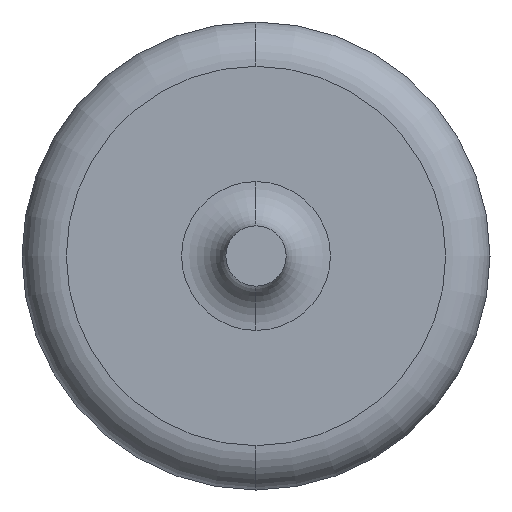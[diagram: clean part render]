
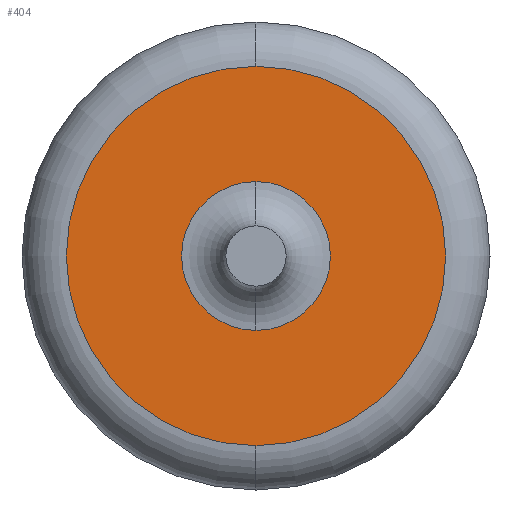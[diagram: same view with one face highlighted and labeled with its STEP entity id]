
A CAD part, left-side view. The second image highlights one B-rep face of the part: STEP entity #404.
In plain terms, the highlighted planar face has unit normal (-1, 0, 0).
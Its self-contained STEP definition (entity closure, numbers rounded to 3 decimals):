
#9 = AXIS2_PLACEMENT_3D ( 'NONE', #87, #88, #89 ) ;
#15 = CARTESIAN_POINT ( 'NONE',  ( -15.495, 0., -1.26 ) ) ;
#37 = EDGE_CURVE ( 'NONE', #752, #753, #391, .T. ) ;
#54 = EDGE_LOOP ( 'NONE', ( #275, #421 ) ) ;
#73 = EDGE_CURVE ( 'NONE', #119, #120, #535, .T. ) ;
#80 = EDGE_CURVE ( 'NONE', #120, #119, #545, .T. ) ;
#81 = EDGE_CURVE ( 'NONE', #753, #752, #546, .T. ) ;
#87 = CARTESIAN_POINT ( 'NONE',  ( -15.495, 3.21, 0. ) ) ;
#88 = DIRECTION ( 'NONE',  ( 1., 0., 0. ) ) ;
#89 = DIRECTION ( 'NONE',  ( 0., 0., -1. ) ) ;
#119 = VERTEX_POINT ( 'NONE', #645 ) ;
#120 = VERTEX_POINT ( 'NONE', #657 ) ;
#127 = ORIENTED_EDGE ( 'NONE', *, *, #81, .F. ) ;
#178 = EDGE_LOOP ( 'NONE', ( #127, #423 ) ) ;
#240 = AXIS2_PLACEMENT_3D ( 'NONE', #562, #563, #564 ) ;
#266 = FACE_OUTER_BOUND ( 'NONE', #54, .T. ) ;
#269 = FACE_BOUND ( 'NONE', #178, .T. ) ;
#275 = ORIENTED_EDGE ( 'NONE', *, *, #73, .T. ) ;
#370 = AXIS2_PLACEMENT_3D ( 'NONE', #571, #574, #579 ) ;
#391 = CIRCLE ( 'NONE', #370, 1.26 ) ;
#404 = ADVANCED_FACE ( 'NONE', ( #269, #266 ), #695, .F. ) ;
#421 = ORIENTED_EDGE ( 'NONE', *, *, #80, .T. ) ;
#423 = ORIENTED_EDGE ( 'NONE', *, *, #37, .F. ) ;
#535 = CIRCLE ( 'NONE', #240, 3.21 ) ;
#545 = CIRCLE ( 'NONE', #715, 3.21 ) ;
#546 = CIRCLE ( 'NONE', #716, 1.26 ) ;
#562 = CARTESIAN_POINT ( 'NONE',  ( -15.495, 0., 0. ) ) ;
#563 = DIRECTION ( 'NONE',  ( -1., 0., 0. ) ) ;
#564 = DIRECTION ( 'NONE',  ( 0., 0., 1. ) ) ;
#571 = CARTESIAN_POINT ( 'NONE',  ( -15.495, 0., 0. ) ) ;
#574 = DIRECTION ( 'NONE',  ( -1., 0., 0. ) ) ;
#579 = DIRECTION ( 'NONE',  ( 0., 0., 1. ) ) ;
#638 = CARTESIAN_POINT ( 'NONE',  ( -15.495, 0., 1.26 ) ) ;
#645 = CARTESIAN_POINT ( 'NONE',  ( -15.495, 0., 3.21 ) ) ;
#646 = CARTESIAN_POINT ( 'NONE',  ( -15.495, 0., 0. ) ) ;
#647 = DIRECTION ( 'NONE',  ( -1., 0., 0. ) ) ;
#648 = DIRECTION ( 'NONE',  ( 0., 0., 1. ) ) ;
#651 = CARTESIAN_POINT ( 'NONE',  ( -15.495, 0., 0. ) ) ;
#652 = DIRECTION ( 'NONE',  ( -1., 0., 0. ) ) ;
#653 = DIRECTION ( 'NONE',  ( 0., 0., 1. ) ) ;
#657 = CARTESIAN_POINT ( 'NONE',  ( -15.495, 0., -3.21 ) ) ;
#695 = PLANE ( 'NONE',  #9 ) ;
#715 = AXIS2_PLACEMENT_3D ( 'NONE', #646, #647, #648 ) ;
#716 = AXIS2_PLACEMENT_3D ( 'NONE', #651, #652, #653 ) ;
#752 = VERTEX_POINT ( 'NONE', #15 ) ;
#753 = VERTEX_POINT ( 'NONE', #638 ) ;
